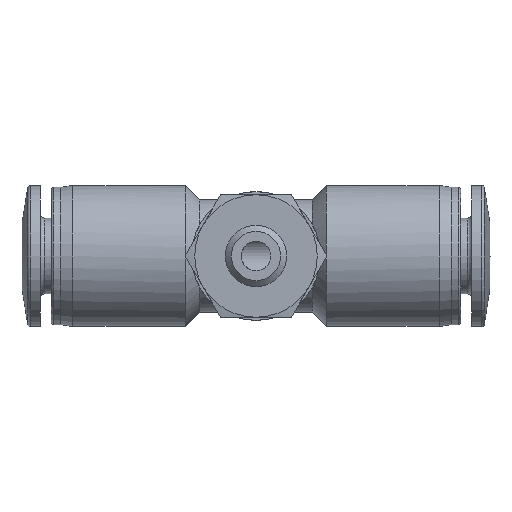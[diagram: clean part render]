
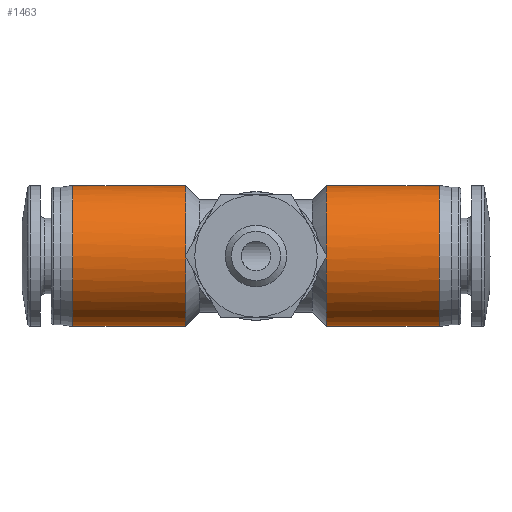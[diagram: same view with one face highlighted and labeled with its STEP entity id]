
A CAD part, front view. The second image highlights one B-rep face of the part: STEP entity #1463.
In plain terms, the highlighted cylindrical face has radius 5.75 mm (diameter 11.5 mm), a full revolution.
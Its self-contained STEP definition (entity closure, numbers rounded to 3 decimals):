
#68=LINE('',#2210,#96);
#69=LINE('',#2211,#97);
#96=VECTOR('',#1791,1000.);
#97=VECTOR('',#1792,1000.);
#268=ORIENTED_EDGE('',*,*,#512,.F.);
#269=ORIENTED_EDGE('',*,*,#511,.T.);
#270=ORIENTED_EDGE('',*,*,#481,.T.);
#271=ORIENTED_EDGE('',*,*,#513,.T.);
#272=ORIENTED_EDGE('',*,*,#457,.F.);
#273=ORIENTED_EDGE('',*,*,#514,.F.);
#457=EDGE_CURVE('',#588,#590,#675,.T.);
#481=EDGE_CURVE('',#606,#609,#680,.T.);
#511=EDGE_CURVE('',#632,#632,#698,.T.);
#512=EDGE_CURVE('',#633,#633,#699,.T.);
#513=EDGE_CURVE('',#609,#590,#68,.T.);
#514=EDGE_CURVE('',#606,#588,#69,.T.);
#588=VERTEX_POINT('',#2053);
#590=VERTEX_POINT('',#2056);
#606=VERTEX_POINT('',#2122);
#609=VERTEX_POINT('',#2142);
#632=VERTEX_POINT('',#2206);
#633=VERTEX_POINT('',#2209);
#675=CIRCLE('',#1535,5.75);
#680=CIRCLE('',#1547,5.75);
#698=CIRCLE('',#1575,5.75);
#699=CIRCLE('',#1577,5.75);
#761=EDGE_LOOP('',(#268));
#762=EDGE_LOOP('',(#269));
#763=EDGE_LOOP('',(#270,#271,#272,#273));
#867=FACE_BOUND('',#761,.T.);
#868=FACE_BOUND('',#762,.T.);
#869=FACE_BOUND('',#763,.T.);
#944=CYLINDRICAL_SURFACE('',#1576,5.75);
#1463=ADVANCED_FACE('',(#867,#868,#869),#944,.T.);
#1535=AXIS2_PLACEMENT_3D('',#2055,#1691,#1692);
#1547=AXIS2_PLACEMENT_3D('',#2143,#1717,#1718);
#1575=AXIS2_PLACEMENT_3D('',#2205,#1785,#1786);
#1576=AXIS2_PLACEMENT_3D('',#2207,#1787,#1788);
#1577=AXIS2_PLACEMENT_3D('',#2208,#1789,#1790);
#1691=DIRECTION('',(1.,0.,0.));
#1692=DIRECTION('',(0.,0.,-1.));
#1717=DIRECTION('',(1.,0.,0.));
#1718=DIRECTION('',(0.,0.,-1.));
#1785=DIRECTION('',(1.,0.,0.));
#1786=DIRECTION('',(0.,0.,-1.));
#1787=DIRECTION('',(1.,0.,0.));
#1788=DIRECTION('',(0.,0.,-1.));
#1789=DIRECTION('',(1.,0.,0.));
#1790=DIRECTION('',(0.,0.,-1.));
#1791=DIRECTION('',(-1.,0.,0.));
#1792=DIRECTION('',(-1.,0.,0.));
#2053=CARTESIAN_POINT('',(-5.75,5.701,0.75));
#2055=CARTESIAN_POINT('',(-5.75,0.,0.));
#2056=CARTESIAN_POINT('',(-5.75,5.701,-0.75));
#2122=CARTESIAN_POINT('',(5.75,5.701,0.75));
#2142=CARTESIAN_POINT('',(5.75,5.701,-0.75));
#2143=CARTESIAN_POINT('',(5.75,0.,0.));
#2205=CARTESIAN_POINT('',(-14.95,0.,0.));
#2206=CARTESIAN_POINT('',(-14.95,0.,-5.75));
#2207=CARTESIAN_POINT('',(19.1,0.,0.));
#2208=CARTESIAN_POINT('',(14.95,0.,0.));
#2209=CARTESIAN_POINT('',(14.95,0.,-5.75));
#2210=CARTESIAN_POINT('',(5.75,5.701,-0.75));
#2211=CARTESIAN_POINT('',(5.75,5.701,0.75));
